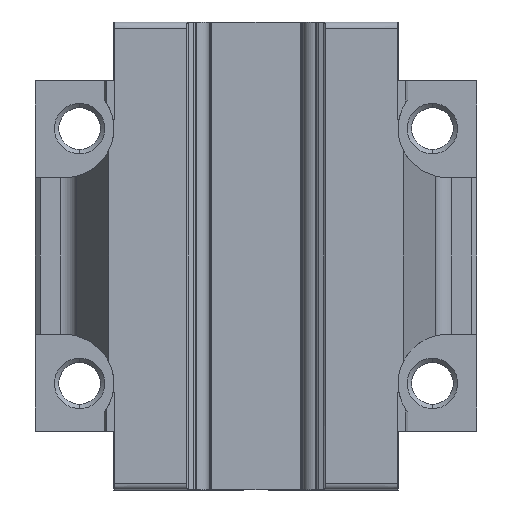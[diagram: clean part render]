
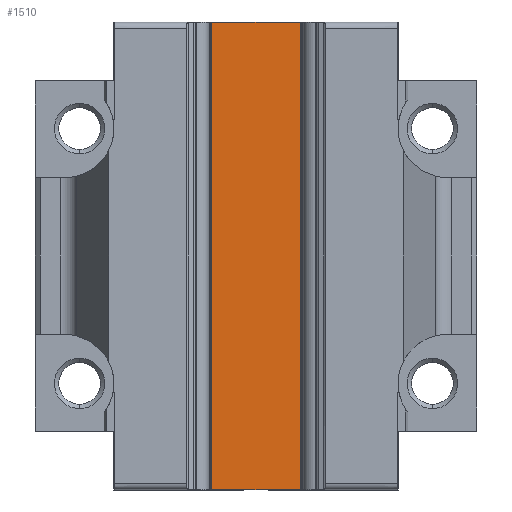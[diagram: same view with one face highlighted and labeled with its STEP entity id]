
A CAD part, front view. The second image highlights one B-rep face of the part: STEP entity #1510.
In plain terms, the highlighted planar face has unit normal (0, -1, 0).
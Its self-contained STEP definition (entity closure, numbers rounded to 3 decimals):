
#95 = CARTESIAN_POINT ( 'NONE',  ( -10.434, 20.4, -47.75 ) ) ;
#96 = DIRECTION ( 'NONE',  ( 0., 0., 1. ) ) ;
#97 = CARTESIAN_POINT ( 'NONE',  ( 10.434, 20.4, -47.75 ) ) ;
#98 = DIRECTION ( 'NONE',  ( 0., 0., 1. ) ) ;
#1339 = LINE ( 'NONE', #4141, #1346 ) ;
#1346 = VECTOR ( 'NONE', #4142, 1000. ) ;
#1510 = ADVANCED_FACE ( 'NONE', ( #8146 ), #3028, .F. ) ;
#1789 = VERTEX_POINT ( 'NONE', #8908 ) ;
#1790 = VERTEX_POINT ( 'NONE', #8909 ) ;
#1963 = VERTEX_POINT ( 'NONE', #9082 ) ;
#1964 = VERTEX_POINT ( 'NONE', #9083 ) ;
#3026 = CARTESIAN_POINT ( 'NONE',  ( 10.434, 20.4, -47.75 ) ) ;
#3028 = PLANE ( 'NONE',  #7183 ) ;
#3031 = DIRECTION ( 'NONE',  ( 0., 1., 0. ) ) ;
#3032 = DIRECTION ( 'NONE',  ( 0., 0., 1. ) ) ;
#4141 = CARTESIAN_POINT ( 'NONE',  ( -29., 20.4, -47.7 ) ) ;
#4142 = DIRECTION ( 'NONE',  ( -1., 0., 0. ) ) ;
#4235 = ORIENTED_EDGE ( 'NONE', *, *, #7077, .T. ) ;
#4236 = ORIENTED_EDGE ( 'NONE', *, *, #5045, .T. ) ;
#4237 = ORIENTED_EDGE ( 'NONE', *, *, #7076, .F. ) ;
#4238 = ORIENTED_EDGE ( 'NONE', *, *, #20678, .F. ) ;
#5045 = EDGE_CURVE ( 'NONE', #1964, #1963, #15386, .T. ) ;
#5385 = EDGE_LOOP ( 'NONE', ( #4235, #4236, #4237, #4238 ) ) ;
#7076 = EDGE_CURVE ( 'NONE', #1790, #1963, #19084, .T. ) ;
#7077 = EDGE_CURVE ( 'NONE', #1789, #1964, #19086, .T. ) ;
#7183 = AXIS2_PLACEMENT_3D ( 'NONE', #3026, #3031, #3032 ) ;
#8146 = FACE_OUTER_BOUND ( 'NONE', #5385, .T. ) ;
#8908 = CARTESIAN_POINT ( 'NONE',  ( 10.434, 20.4, -47.7 ) ) ;
#8909 = CARTESIAN_POINT ( 'NONE',  ( -10.434, 20.4, -47.7 ) ) ;
#9082 = CARTESIAN_POINT ( 'NONE',  ( -10.434, 20.4, 47.7 ) ) ;
#9083 = CARTESIAN_POINT ( 'NONE',  ( 10.434, 20.4, 47.7 ) ) ;
#15377 = VECTOR ( 'NONE', #17083, 1000. ) ;
#15386 = LINE ( 'NONE', #17077, #15377 ) ;
#17077 = CARTESIAN_POINT ( 'NONE',  ( 10.434, 20.4, 47.7 ) ) ;
#17083 = DIRECTION ( 'NONE',  ( -1., 0., 0. ) ) ;
#19084 = LINE ( 'NONE', #95, #19085 ) ;
#19085 = VECTOR ( 'NONE', #96, 1000. ) ;
#19086 = LINE ( 'NONE', #97, #19087 ) ;
#19087 = VECTOR ( 'NONE', #98, 1000. ) ;
#20678 = EDGE_CURVE ( 'NONE', #1789, #1790, #1339, .T. ) ;
